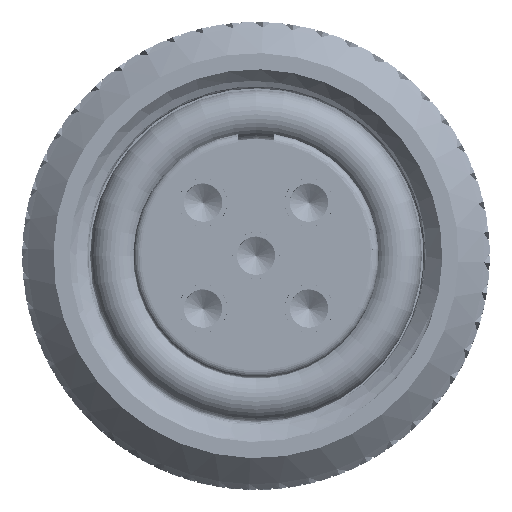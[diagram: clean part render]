
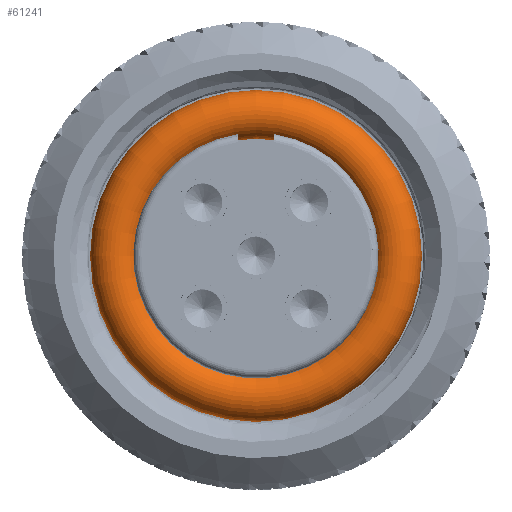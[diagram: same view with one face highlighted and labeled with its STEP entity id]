
A CAD part, top view. The second image highlights one B-rep face of the part: STEP entity #61241.
In plain terms, the highlighted toroidal (fillet/blend) face has major radius 4.616 mm and minor radius 0.794 mm.
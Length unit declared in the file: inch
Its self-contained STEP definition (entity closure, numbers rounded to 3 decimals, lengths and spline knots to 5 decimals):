
#656=TOROIDAL_SURFACE('',#63709,0.18175,0.03125);
#7901=FACE_OUTER_BOUND('',#12170,.T.);
#12170=EDGE_LOOP('',(#51020,#51021,#51022,#51023));
#12942=CIRCLE('',#63710,0.03125);
#12943=CIRCLE('',#63711,0.1505);
#25821=VERTEX_POINT('',#198492);
#34325=EDGE_CURVE('',#25821,#25821,#12942,.T.);
#34326=EDGE_CURVE('',#25821,#25821,#12943,.T.);
#51020=ORIENTED_EDGE('',*,*,#34325,.F.);
#51021=ORIENTED_EDGE('',*,*,#34326,.T.);
#51022=ORIENTED_EDGE('',*,*,#34325,.T.);
#51023=ORIENTED_EDGE('',*,*,#34326,.F.);
#61241=ADVANCED_FACE('',(#7901),#656,.T.);
#63709=AXIS2_PLACEMENT_3D('',#198491,#68489,#68490);
#63710=AXIS2_PLACEMENT_3D('',#198493,#68491,#68492);
#63711=AXIS2_PLACEMENT_3D('',#198494,#68493,#68494);
#68489=DIRECTION('center_axis',(1.,0.,0.));
#68490=DIRECTION('ref_axis',(0.,0.,-1.));
#68491=DIRECTION('center_axis',(0.,-1.,0.));
#68492=DIRECTION('ref_axis',(0.,0.,1.));
#68493=DIRECTION('center_axis',(-1.,0.,0.));
#68494=DIRECTION('ref_axis',(0.,0.,-1.));
#198491=CARTESIAN_POINT('Origin',(0.,0.,0.));
#198492=CARTESIAN_POINT('',(0.,0.,
0.1505));
#198493=CARTESIAN_POINT('Origin',(0.,0.,0.18175));
#198494=CARTESIAN_POINT('Origin',(0.,0.,0.));
